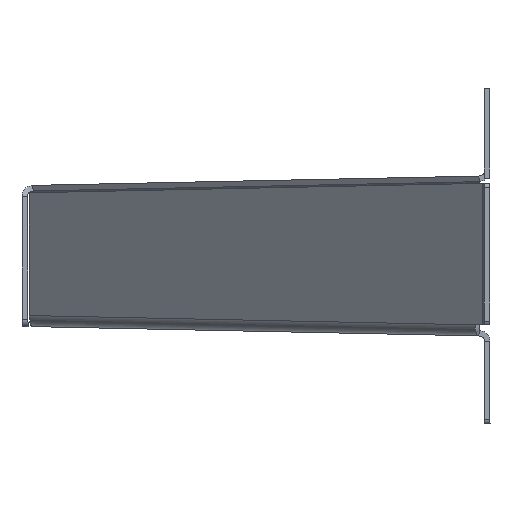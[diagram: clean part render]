
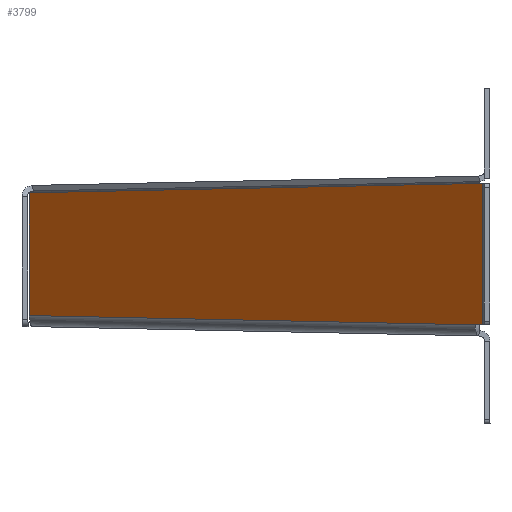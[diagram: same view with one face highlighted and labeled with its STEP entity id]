
A CAD part, left-side view. The second image highlights one B-rep face of the part: STEP entity #3799.
In plain terms, the highlighted planar face has unit normal (-0.715, 0.7, 0).
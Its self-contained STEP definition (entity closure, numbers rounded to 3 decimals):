
#83 = ORIENTED_EDGE ( 'NONE', *, *, #1266, .F. ) ;
#173 = ORIENTED_EDGE ( 'NONE', *, *, #1930, .T. ) ;
#180 = VERTEX_POINT ( 'NONE', #1953 ) ;
#203 = CARTESIAN_POINT ( 'NONE',  ( -138.031, -0.951, 19.5 ) ) ;
#221 = ORIENTED_EDGE ( 'NONE', *, *, #315, .T. ) ;
#315 = EDGE_CURVE ( 'NONE', #2242, #2974, #1641, .T. ) ;
#395 = VERTEX_POINT ( 'NONE', #3199 ) ;
#412 = CARTESIAN_POINT ( 'NONE',  ( -69.993, 68.534, 0. ) ) ;
#452 = EDGE_LOOP ( 'NONE', ( #1540, #221, #83, #1405, #173, #1841 ) ) ;
#462 = LINE ( 'NONE', #3323, #3918 ) ;
#468 = AXIS2_PLACEMENT_3D ( 'NONE', #412, #1657, #2552 ) ;
#512 = VECTOR ( 'NONE', #1551, 1000. ) ;
#514 = DIRECTION ( 'NONE',  ( 0., 0., -1. ) ) ;
#817 = DIRECTION ( 'NONE',  ( 0., 0., -1. ) ) ;
#967 = LINE ( 'NONE', #2849, #1048 ) ;
#1014 = PLANE ( 'NONE',  #468 ) ;
#1048 = VECTOR ( 'NONE', #2870, 1000. ) ;
#1089 = EDGE_CURVE ( 'NONE', #395, #180, #462, .T. ) ;
#1266 = EDGE_CURVE ( 'NONE', #180, #2974, #967, .T. ) ;
#1369 = CARTESIAN_POINT ( 'NONE',  ( -136.072, 1.049, 19.5 ) ) ;
#1394 = EDGE_CURVE ( 'NONE', #2185, #2242, #2588, .T. ) ;
#1400 = VECTOR ( 'NONE', #817, 1000. ) ;
#1405 = ORIENTED_EDGE ( 'NONE', *, *, #1089, .F. ) ;
#1540 = ORIENTED_EDGE ( 'NONE', *, *, #1394, .T. ) ;
#1551 = DIRECTION ( 'NONE',  ( 0.7, 0.715, 0. ) ) ;
#1567 = FACE_OUTER_BOUND ( 'NONE', #452, .T. ) ;
#1641 = LINE ( 'NONE', #3788, #3626 ) ;
#1657 = DIRECTION ( 'NONE',  ( -0.715, 0.7, 0. ) ) ;
#1841 = ORIENTED_EDGE ( 'NONE', *, *, #2091, .T. ) ;
#1858 = CARTESIAN_POINT ( 'NONE',  ( -136.072, 1.049, -18.522 ) ) ;
#1903 = LINE ( 'NONE', #203, #512 ) ;
#1930 = EDGE_CURVE ( 'NONE', #395, #3543, #1903, .T. ) ;
#1953 = CARTESIAN_POINT ( 'NONE',  ( -138.031, -0.951, -18.522 ) ) ;
#2024 = LINE ( 'NONE', #2652, #2614 ) ;
#2091 = EDGE_CURVE ( 'NONE', #3543, #2185, #2024, .T. ) ;
#2185 = VERTEX_POINT ( 'NONE', #2423 ) ;
#2242 = VERTEX_POINT ( 'NONE', #3715 ) ;
#2343 = DIRECTION ( 'NONE',  ( 0.7, 0.714, -0.015 ) ) ;
#2423 = CARTESIAN_POINT ( 'NONE',  ( -18.572, 121.049, 17. ) ) ;
#2552 = DIRECTION ( 'NONE',  ( -0.7, -0.715, 0. ) ) ;
#2588 = LINE ( 'NONE', #3011, #1400 ) ;
#2614 = VECTOR ( 'NONE', #2343, 1000. ) ;
#2652 = CARTESIAN_POINT ( 'NONE',  ( -136.072, 1.049, 19.5 ) ) ;
#2849 = CARTESIAN_POINT ( 'NONE',  ( -138.031, -0.951, -18.522 ) ) ;
#2862 = DIRECTION ( 'NONE',  ( -0.7, -0.714, -0.015 ) ) ;
#2870 = DIRECTION ( 'NONE',  ( 0.7, 0.715, 0. ) ) ;
#2974 = VERTEX_POINT ( 'NONE', #1858 ) ;
#3011 = CARTESIAN_POINT ( 'NONE',  ( -18.572, 121.049, 0. ) ) ;
#3199 = CARTESIAN_POINT ( 'NONE',  ( -138.031, -0.951, 19.5 ) ) ;
#3323 = CARTESIAN_POINT ( 'NONE',  ( -138.031, -0.951, 19.5 ) ) ;
#3543 = VERTEX_POINT ( 'NONE', #1369 ) ;
#3626 = VECTOR ( 'NONE', #2862, 1000. ) ;
#3715 = CARTESIAN_POINT ( 'NONE',  ( -18.572, 121.049, -16.022 ) ) ;
#3788 = CARTESIAN_POINT ( 'NONE',  ( -69.814, 68.716, -17.112 ) ) ;
#3799 = ADVANCED_FACE ( 'NONE', ( #1567 ), #1014, .T. ) ;
#3918 = VECTOR ( 'NONE', #514, 1000. ) ;
